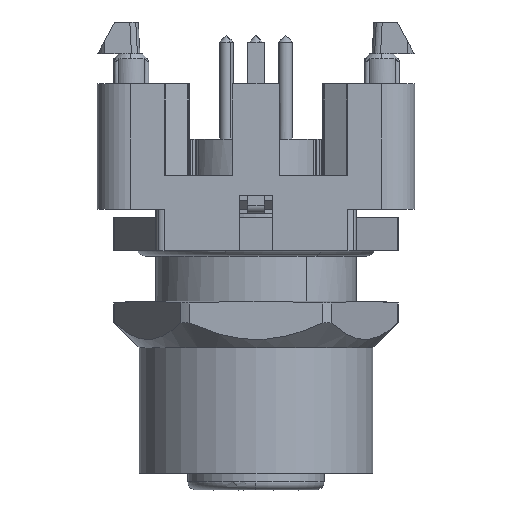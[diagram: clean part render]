
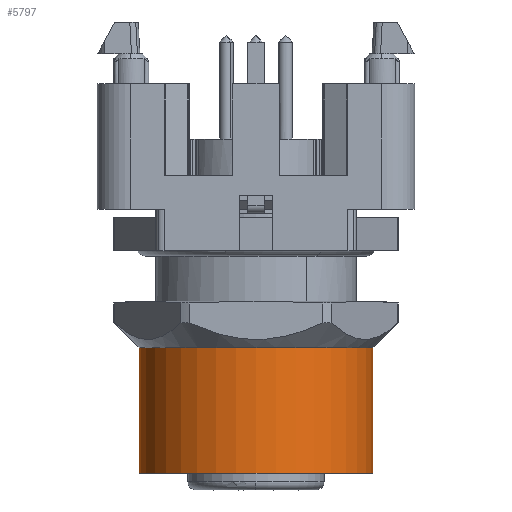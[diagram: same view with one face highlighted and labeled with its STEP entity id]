
A CAD part, front view. The second image highlights one B-rep face of the part: STEP entity #5797.
In plain terms, the highlighted cylindrical face has radius 7 mm (diameter 14 mm), a partial arc.
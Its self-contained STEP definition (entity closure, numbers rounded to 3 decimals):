
#5624=AXIS2_PLACEMENT_3D('Circle Axis2P3D',#5622,#5623,$) ;
#5770=AXIS2_PLACEMENT_3D('Cylinder Axis2P3D',#5767,#5768,#5769) ;
#5781=AXIS2_PLACEMENT_3D('Circle Axis2P3D',#5779,#5780,$) ;
#5622=CARTESIAN_POINT('Axis2P3D Location',(9.47,8.5,1.)) ;
#5626=CARTESIAN_POINT('Vertex',(16.47,8.5,1.)) ;
#5628=CARTESIAN_POINT('Vertex',(2.47,8.5,1.)) ;
#5767=CARTESIAN_POINT('Axis2P3D Location',(9.47,8.5,4.75)) ;
#5772=CARTESIAN_POINT('Line Origine',(16.47,8.5,4.75)) ;
#5776=CARTESIAN_POINT('Vertex',(16.47,8.5,8.5)) ;
#5779=CARTESIAN_POINT('Axis2P3D Location',(9.47,8.5,8.5)) ;
#5783=CARTESIAN_POINT('Vertex',(2.47,8.5,8.5)) ;
#5786=CARTESIAN_POINT('Line Origine',(2.47,8.5,4.75)) ;
#5623=DIRECTION('Axis2P3D Direction',(0.,0.,-1.)) ;
#5768=DIRECTION('Axis2P3D Direction',(0.,0.,-1.)) ;
#5769=DIRECTION('Axis2P3D XDirection',(1.,0.,0.)) ;
#5773=DIRECTION('Vector Direction',(0.,0.,-1.)) ;
#5780=DIRECTION('Axis2P3D Direction',(0.,0.,-1.)) ;
#5787=DIRECTION('Vector Direction',(0.,0.,-1.)) ;
#5774=VECTOR('Line Direction',#5773,1.) ;
#5788=VECTOR('Line Direction',#5787,1.) ;
#5792=ORIENTED_EDGE('',*,*,#5778,.T.) ;
#5793=ORIENTED_EDGE('',*,*,#5785,.T.) ;
#5794=ORIENTED_EDGE('',*,*,#5790,.T.) ;
#5795=ORIENTED_EDGE('',*,*,#5630,.F.) ;
#5797=ADVANCED_FACE('V1',(#5796),#5771,.T.) ;
#5625=CIRCLE('generated circle',#5624,7.) ;
#5782=CIRCLE('generated circle',#5781,7.) ;
#5771=CYLINDRICAL_SURFACE('generated cylinder',#5770,7.) ;
#5630=EDGE_CURVE('',#5627,#5629,#5625,.T.) ;
#5778=EDGE_CURVE('',#5627,#5777,#5775,.F.) ;
#5785=EDGE_CURVE('',#5777,#5784,#5782,.T.) ;
#5790=EDGE_CURVE('',#5784,#5629,#5789,.T.) ;
#5791=EDGE_LOOP('',(#5792,#5793,#5794,#5795)) ;
#5796=FACE_OUTER_BOUND('',#5791,.T.) ;
#5775=LINE('Line',#5772,#5774) ;
#5789=LINE('Line',#5786,#5788) ;
#5627=VERTEX_POINT('',#5626) ;
#5629=VERTEX_POINT('',#5628) ;
#5777=VERTEX_POINT('',#5776) ;
#5784=VERTEX_POINT('',#5783) ;
